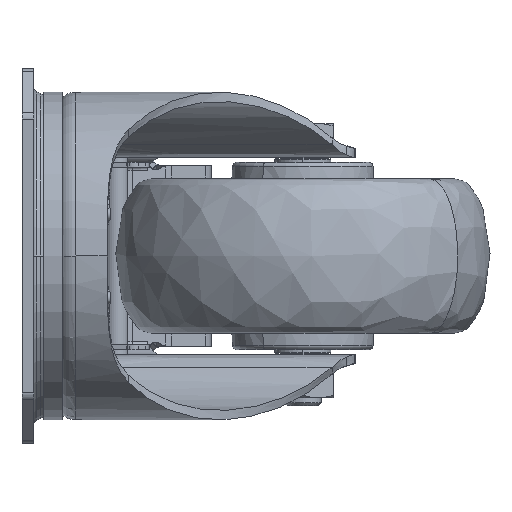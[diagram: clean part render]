
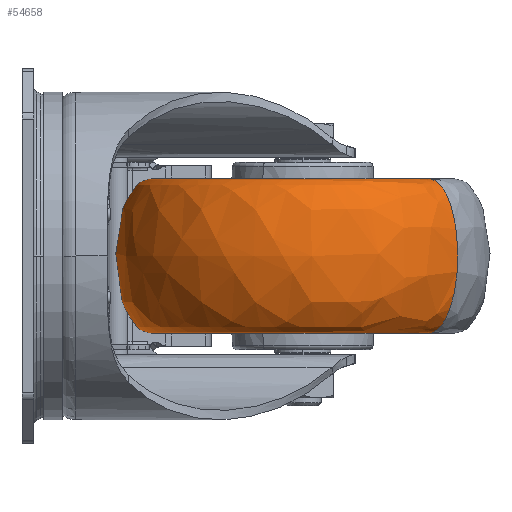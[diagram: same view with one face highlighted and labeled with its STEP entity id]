
A CAD part, left-side view. The second image highlights one B-rep face of the part: STEP entity #54658.
In plain terms, the highlighted free-form (B-spline) face has degree [3, 3] with [4, 4] control points.
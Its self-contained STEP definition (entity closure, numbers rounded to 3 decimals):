
#2390 = DIRECTION ( 'NONE',  ( 0.562, 0.827, 0. ) ) ;
#2865 = VERTEX_POINT ( 'NONE', #7931 ) ;
#5463 = CARTESIAN_POINT ( 'NONE',  ( 19.73, -80.878, 16.5 ) ) ;
#6376 = AXIS2_PLACEMENT_3D ( 'NONE', #61016, #25735, #2390 ) ;
#6848 = ORIENTED_EDGE ( 'NONE', *, *, #31081, .T. ) ;
#7712 = CARTESIAN_POINT ( 'NONE',  ( 2.514, 9.419, 16.5 ) ) ;
#7931 = CARTESIAN_POINT ( 'NONE',  ( 56.27, -27.122, -16.5 ) ) ;
#8593 = EDGE_CURVE ( 'NONE', #42755, #2865, #30653, .T. ) ;
#8609 = CARTESIAN_POINT ( 'NONE',  ( 56.27, -27.122, 16.5 ) ) ;
#8760 = VERTEX_POINT ( 'NONE', #65198 ) ;
#14191 = CARTESIAN_POINT ( 'NONE',  ( 19.73, -80.878, -16.5 ) ) ;
#15384 = CARTESIAN_POINT ( 'NONE',  ( 38., -54., -16.5 ) ) ;
#16339 = EDGE_LOOP ( 'NONE', ( #20144, #28338, #6848, #34002 ) ) ;
#19928 = CARTESIAN_POINT ( 'NONE',  ( -13.865, 38.689, -16.5 ) ) ;
#20144 = ORIENTED_EDGE ( 'NONE', *, *, #50215, .F. ) ;
#23211 = CARTESIAN_POINT ( 'NONE',  ( 19.73, -80.878, -16.5 ) ) ;
#25287 = FACE_OUTER_BOUND ( 'NONE', #16339, .T. ) ;
#25680 = CARTESIAN_POINT ( 'NONE',  ( 64.703, -14.716, 16.5 ) ) ;
#25735 = DIRECTION ( 'NONE',  ( 0., 0., -1. ) ) ;
#28338 = ORIENTED_EDGE ( 'NONE', *, *, #73885, .T. ) ;
#30653 = CIRCLE ( 'NONE', #62482, 32.5 ) ;
#31081 = EDGE_CURVE ( 'NONE', #8760, #2865, #41117, .T. ) ;
#31106 = CARTESIAN_POINT ( 'NONE',  ( 56.27, -27.122, 16.5 ) ) ;
#31218 = CARTESIAN_POINT ( 'NONE',  ( 64.703, -14.716, 16.5 ) ) ;
#31493 = CARTESIAN_POINT ( 'NONE',  ( 11.297, -93.284, 16.5 ) ) ;
#33450 = DIRECTION ( 'NONE',  ( 0., 0., -1. ) ) ;
#34002 = ORIENTED_EDGE ( 'NONE', *, *, #8593, .F. ) ;
#36857 = CARTESIAN_POINT ( 'NONE',  ( -34.027, -44.338, 16.5 ) ) ;
#37605 = CARTESIAN_POINT ( 'NONE',  ( 2.514, 9.419, -16.5 ) ) ;
#41117 =( BOUNDED_CURVE ( )  B_SPLINE_CURVE ( 3, ( #8609, #31218, #67258, #66107 ),
 .UNSPECIFIED., .F., .F. ) 
 B_SPLINE_CURVE_WITH_KNOTS ( ( 4, 4 ),
 ( 0., 3.142 ),
 .UNSPECIFIED. ) 
 CURVE ( )  GEOMETRIC_REPRESENTATION_ITEM ( )  RATIONAL_B_SPLINE_CURVE ( ( 1., 0.333, 0.333, 1. ) ) 
 REPRESENTATION_ITEM ( '' )  );
#42237 =( BOUNDED_CURVE ( )  B_SPLINE_CURVE ( 3, ( #56931, #52330, #51209, #23211 ),
 .UNSPECIFIED., .F., .F. ) 
 B_SPLINE_CURVE_WITH_KNOTS ( ( 4, 4 ),
 ( 0., 3.142 ),
 .UNSPECIFIED. ) 
 CURVE ( )  GEOMETRIC_REPRESENTATION_ITEM ( )  RATIONAL_B_SPLINE_CURVE ( ( 1., 0.333, 0.333, 1. ) ) 
 REPRESENTATION_ITEM ( '' )  );
#42755 = VERTEX_POINT ( 'NONE', #71412 ) ;
#43744 = CARTESIAN_POINT ( 'NONE',  ( 56.27, -27.122, -16.5 ) ) ;
#44193 = DIRECTION ( 'NONE',  ( 0.562, 0.827, 0. ) ) ;
#49097 = CARTESIAN_POINT ( 'NONE',  ( 11.297, -93.284, -16.5 ) ) ;
#50215 = EDGE_CURVE ( 'NONE', #54443, #42755, #42237, .T. ) ;
#51209 = CARTESIAN_POINT ( 'NONE',  ( 11.297, -93.284, -16.5 ) ) ;
#52330 = CARTESIAN_POINT ( 'NONE',  ( 11.297, -93.284, 16.5 ) ) ;
#54430 = CARTESIAN_POINT ( 'NONE',  ( -13.865, 38.689, 16.5 ) ) ;
#54443 = VERTEX_POINT ( 'NONE', #5463 ) ;
#54658 = ADVANCED_FACE ( 'NONE', ( #25287 ), #65760, .F. ) ;
#54801 = CARTESIAN_POINT ( 'NONE',  ( -67.27, -39.878, 16.5 ) ) ;
#55283 = CIRCLE ( 'NONE', #6376, 32.5 ) ;
#56931 = CARTESIAN_POINT ( 'NONE',  ( 19.73, -80.878, 16.5 ) ) ;
#60964 = CARTESIAN_POINT ( 'NONE',  ( -34.027, -44.338, -16.5 ) ) ;
#61016 = CARTESIAN_POINT ( 'NONE',  ( 38., -54., 16.5 ) ) ;
#62482 = AXIS2_PLACEMENT_3D ( 'NONE', #15384, #33450, #44193 ) ;
#65198 = CARTESIAN_POINT ( 'NONE',  ( 56.27, -27.122, 16.5 ) ) ;
#65760 =( BOUNDED_SURFACE ( )  B_SPLINE_SURFACE ( 3, 3, ( 
 ( #71380, #36857, #7712, #31106 ),
 ( #31493, #54801, #54430, #25680 ),
 ( #49097, #72501, #19928, #66741 ),
 ( #14191, #60964, #37605, #43744 ) ),
 .UNSPECIFIED., .F., .F., .F. ) 
 B_SPLINE_SURFACE_WITH_KNOTS ( ( 4, 4 ),
 ( 4, 4 ),
 ( 0., 1. ),
 ( 0., 1. ),
 .UNSPECIFIED. ) 
 GEOMETRIC_REPRESENTATION_ITEM ( )  RATIONAL_B_SPLINE_SURFACE ( (
 ( 1., 0.333, 0.333, 1.),
 ( 0.333, 0.111, 0.111, 0.333),
 ( 0.333, 0.111, 0.111, 0.333),
 ( 1., 0.333, 0.333, 1.) ) ) 
 REPRESENTATION_ITEM ( '' )  SURFACE ( )  );
#66107 = CARTESIAN_POINT ( 'NONE',  ( 56.27, -27.122, -16.5 ) ) ;
#66741 = CARTESIAN_POINT ( 'NONE',  ( 64.703, -14.716, -16.5 ) ) ;
#67258 = CARTESIAN_POINT ( 'NONE',  ( 64.703, -14.716, -16.5 ) ) ;
#71380 = CARTESIAN_POINT ( 'NONE',  ( 19.73, -80.878, 16.5 ) ) ;
#71412 = CARTESIAN_POINT ( 'NONE',  ( 19.73, -80.878, -16.5 ) ) ;
#72501 = CARTESIAN_POINT ( 'NONE',  ( -67.27, -39.878, -16.5 ) ) ;
#73885 = EDGE_CURVE ( 'NONE', #54443, #8760, #55283, .T. ) ;
